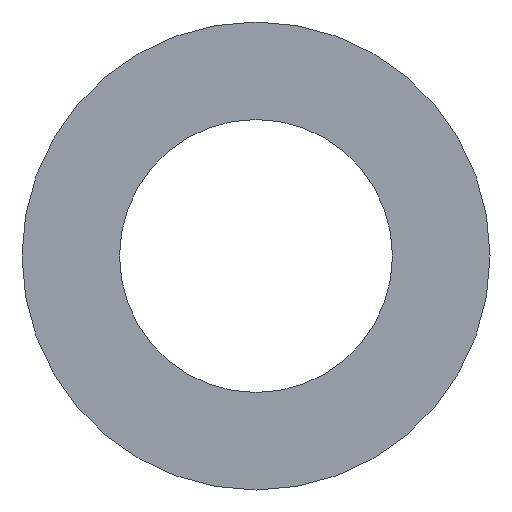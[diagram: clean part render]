
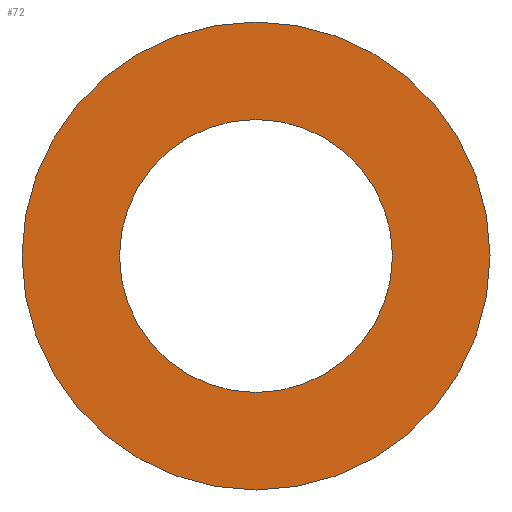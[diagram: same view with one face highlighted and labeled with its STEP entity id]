
A CAD part, front view. The second image highlights one B-rep face of the part: STEP entity #72.
In plain terms, the highlighted planar face has unit normal (0, -1, 0).
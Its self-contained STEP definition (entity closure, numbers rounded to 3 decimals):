
#3 = CIRCLE ( 'NONE', #5, 12. ) ;
#4 = ORIENTED_EDGE ( 'NONE', *, *, #12, .T. ) ;
#5 = AXIS2_PLACEMENT_3D ( 'NONE', #85, #87, #86 ) ;
#10 = CARTESIAN_POINT ( 'NONE',  ( 0., -2., -12. ) ) ;
#12 = EDGE_CURVE ( 'NONE', #171, #229, #133, .T. ) ;
#13 = AXIS2_PLACEMENT_3D ( 'NONE', #205, #33, #216 ) ;
#26 = AXIS2_PLACEMENT_3D ( 'NONE', #30, #156, #212 ) ;
#27 = DIRECTION ( 'NONE',  ( 0., 1., 0. ) ) ;
#30 = CARTESIAN_POINT ( 'NONE',  ( 7., -2., 0. ) ) ;
#33 = DIRECTION ( 'NONE',  ( 0., 1., 0. ) ) ;
#40 = FACE_OUTER_BOUND ( 'NONE', #42, .T. ) ;
#42 = EDGE_LOOP ( 'NONE', ( #176, #146 ) ) ;
#45 = DIRECTION ( 'NONE',  ( 0., 0., 1. ) ) ;
#51 = DIRECTION ( 'NONE',  ( 0., 1., 0. ) ) ;
#54 = AXIS2_PLACEMENT_3D ( 'NONE', #162, #27, #45 ) ;
#57 = VERTEX_POINT ( 'NONE', #207 ) ;
#69 = CARTESIAN_POINT ( 'NONE',  ( 0., -2., 7. ) ) ;
#72 = ADVANCED_FACE ( 'NONE', ( #40, #194 ), #178, .F. ) ;
#74 = EDGE_LOOP ( 'NONE', ( #4, #169 ) ) ;
#82 = EDGE_CURVE ( 'NONE', #229, #171, #121, .T. ) ;
#85 = CARTESIAN_POINT ( 'NONE',  ( 0., -2., 0. ) ) ;
#86 = DIRECTION ( 'NONE',  ( 0., 0., 1. ) ) ;
#87 = DIRECTION ( 'NONE',  ( 0., 1., 0. ) ) ;
#105 = CARTESIAN_POINT ( 'NONE',  ( 0., -2., 0. ) ) ;
#107 = CARTESIAN_POINT ( 'NONE',  ( 0., -2., -7. ) ) ;
#121 = CIRCLE ( 'NONE', #13, 7. ) ;
#122 = DIRECTION ( 'NONE',  ( 0., 0., 1. ) ) ;
#133 = CIRCLE ( 'NONE', #54, 7. ) ;
#137 = CIRCLE ( 'NONE', #240, 12. ) ;
#146 = ORIENTED_EDGE ( 'NONE', *, *, #248, .F. ) ;
#156 = DIRECTION ( 'NONE',  ( 0., 1., 0. ) ) ;
#157 = EDGE_CURVE ( 'NONE', #57, #200, #137, .T. ) ;
#162 = CARTESIAN_POINT ( 'NONE',  ( 0., -2., 0. ) ) ;
#169 = ORIENTED_EDGE ( 'NONE', *, *, #82, .T. ) ;
#171 = VERTEX_POINT ( 'NONE', #69 ) ;
#176 = ORIENTED_EDGE ( 'NONE', *, *, #157, .F. ) ;
#178 = PLANE ( 'NONE',  #26 ) ;
#194 = FACE_BOUND ( 'NONE', #74, .T. ) ;
#200 = VERTEX_POINT ( 'NONE', #10 ) ;
#205 = CARTESIAN_POINT ( 'NONE',  ( 0., -2., 0. ) ) ;
#207 = CARTESIAN_POINT ( 'NONE',  ( 0., -2., 12. ) ) ;
#212 = DIRECTION ( 'NONE',  ( 0., 0., 1. ) ) ;
#216 = DIRECTION ( 'NONE',  ( 0., 0., 1. ) ) ;
#229 = VERTEX_POINT ( 'NONE', #107 ) ;
#240 = AXIS2_PLACEMENT_3D ( 'NONE', #105, #51, #122 ) ;
#248 = EDGE_CURVE ( 'NONE', #200, #57, #3, .T. ) ;
